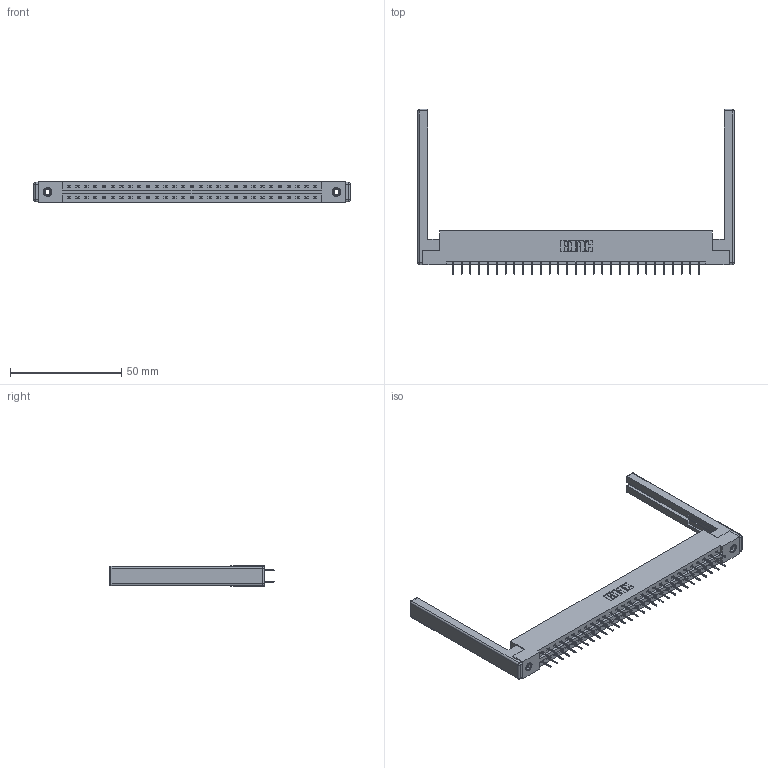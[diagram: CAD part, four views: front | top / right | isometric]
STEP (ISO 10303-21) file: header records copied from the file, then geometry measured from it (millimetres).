
FILE_DESCRIPTION (( 'STEP AP203' ), '1' );
FILE_NAME ('387-058-524-268.STEP', '2019-10-19T08:52:18', ( '' ), ( '' ), 'SwSTEP 2.0', 'SolidWorks 2016', '' );
FILE_SCHEMA (( 'CONFIG_CONTROL_DESIGN' ));
Length unit declared in the file: inch
Products named in the file (5): 345-250-001_345-250-001-102; 337 Part_Flush Mounting Lugs - 0.156 Dia-TI; 345-292-001_345-293-124; 387-058-524-268; 307-220-068
Assembly tree (63 placements, depth 2):
  387-058-524-268
    337 Part_Flush Mounting Lugs - 0.156 Dia-TI
    345-292-001_345-293-124  x58
    345-250-001_345-250-001-102  x2
    307-220-068  x2
Bounding box: 142.34 x 74.43 x 9.4 mm (x, y, z)
Volume: 19125.1 mm3; surface area: 20300.1 mm2
Topology: 63 solids, 63 shells, 3632 faces, 10271 edges, 6594 vertices
Faces by surface type: plane 2710, cylinder 898, cone 12, sphere 8, torus 4
Entity records: 27000 total; most frequent: CARTESIAN_POINT 4523, ORIENTED_EDGE 4448, DIRECTION 3942, EDGE_CURVE 2224, LINE 2050, VECTOR 2050, VERTEX_POINT 1470, AXIS2_PLACEMENT_3D 946
